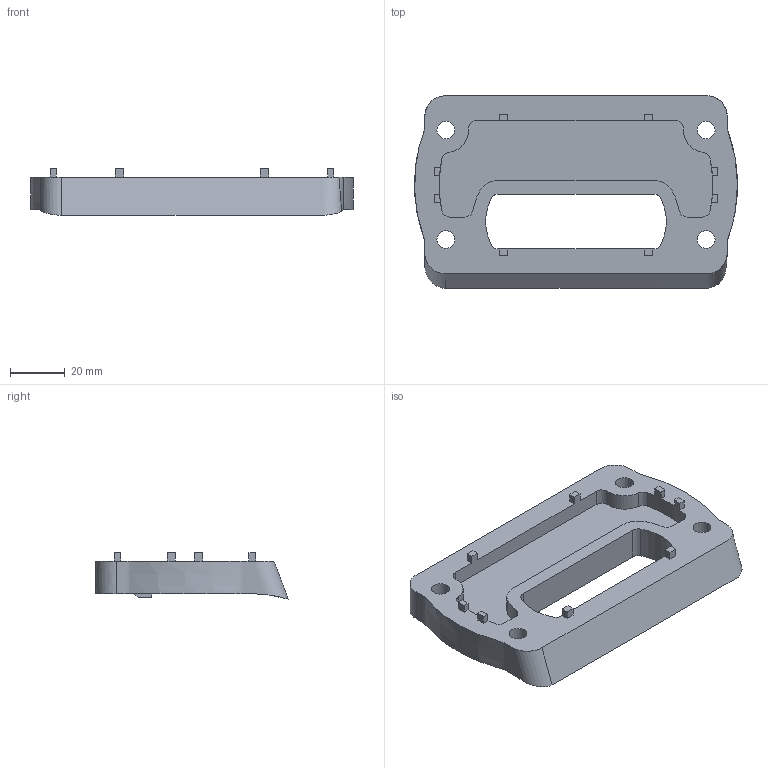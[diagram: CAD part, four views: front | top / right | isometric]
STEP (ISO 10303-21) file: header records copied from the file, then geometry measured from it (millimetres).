
FILE_DESCRIPTION (( 'STEP AP203' ), '1' );
FILE_NAME ('TK060.832.STEP', '2018-10-20T08:19:38', ( '' ), ( '' ), 'SwSTEP 2.0', 'SolidWorks 2018', '' );
FILE_SCHEMA (( 'CONFIG_CONTROL_DESIGN' ));
Length unit declared in the file: millimetre
Products named in the file (1): TK060.832
Bounding box: 117.91 x 70.25 x 16.93 mm (x, y, z)
Volume: 59217.7 mm3; surface area: 21860.9 mm2
Topology: 1 solids, 1 shells, 88 faces, 259 edges, 177 vertices
Faces by surface type: plane 53, cylinder 28, bspline 7
Full cylindrical faces by diameter (mm): 6.5 x4, 11.5 x2
Entity records: 3960 total; most frequent: CARTESIAN_POINT 1586, ORIENTED_EDGE 498, DIRECTION 436, EDGE_CURVE 249, VERTEX_POINT 173, VECTOR 156, LINE 156, AXIS2_PLACEMENT_3D 140
